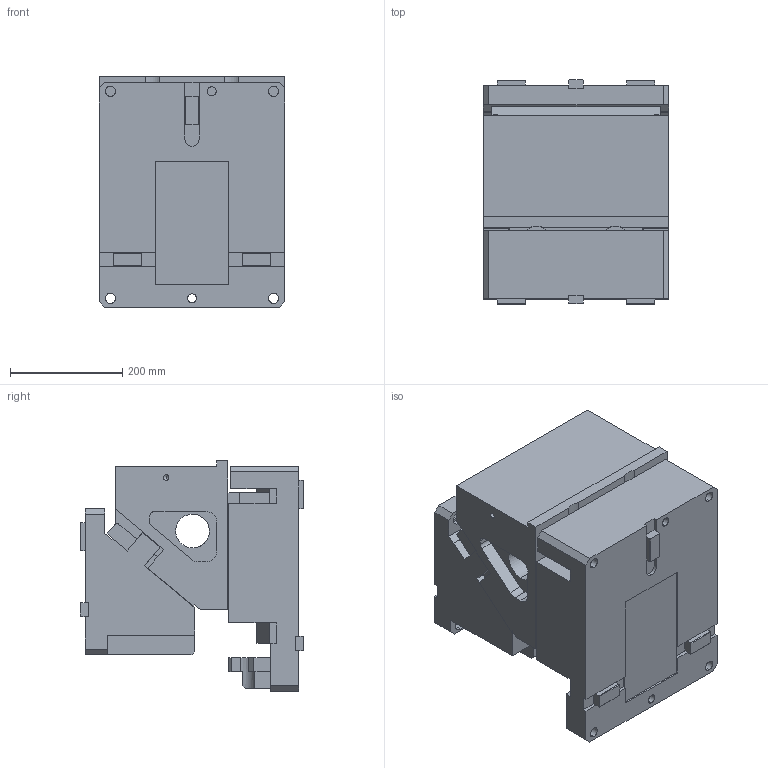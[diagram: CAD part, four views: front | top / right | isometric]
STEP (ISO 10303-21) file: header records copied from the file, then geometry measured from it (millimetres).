
FILE_DESCRIPTION(('CATIA V5 STEP Exchange'),'2;1');
FILE_NAME('CDCV_330_00_80.stp','2015-05-12T07:04:03+00:00',('none'),('none'),'CATIA Version 5 Release 19 SP 2 (IN-10)','CATIA V5 STEP AP203','none');
FILE_SCHEMA(('CONFIG_CONTROL_DESIGN'));
Length unit declared in the file: millimetre
Products named in the file (1): CDCV_330_00_80
Bounding box: 330 x 398 x 410 mm (x, y, z)
Volume: 33551496.3 mm3; surface area: 1574639.7 mm2
Topology: 3 solids, 3 shells, 344 faces, 941 edges, 613 vertices
Faces by surface type: plane 266, cylinder 71, cone 6, extrusion 1
Entity records: 10924 total; most frequent: CARTESIAN_POINT 2488, ORIENTED_EDGE 1870, DIRECTION 1456, EDGE_CURVE 935, VECTOR 780, LINE 779, VERTEX_POINT 613, AXIS2_PLACEMENT_3D 399
